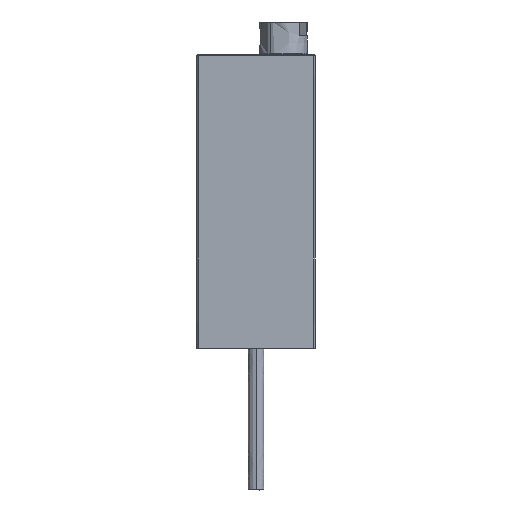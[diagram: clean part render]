
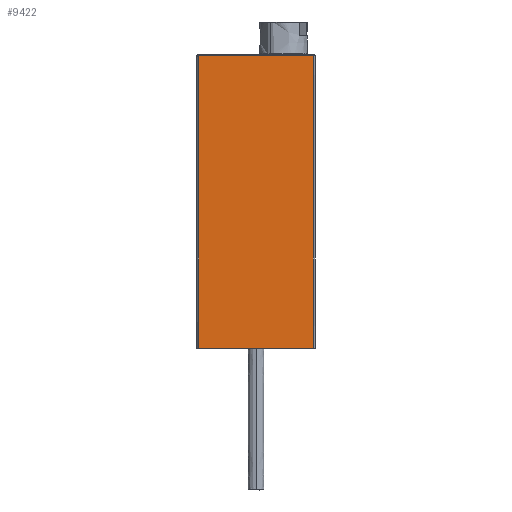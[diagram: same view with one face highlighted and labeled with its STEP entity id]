
A CAD part, left-side view. The second image highlights one B-rep face of the part: STEP entity #9422.
In plain terms, the highlighted free-form (B-spline) face has degree [3, 3] with [4, 4] control points.
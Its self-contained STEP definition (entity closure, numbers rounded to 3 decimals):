
#9422 = ADVANCED_FACE('',(#9423),#9438,.T.);
#9423 = FACE_BOUND('',#9424,.T.);
#9424 = EDGE_LOOP('',(#9425,#9460,#9476,#9492));
#9425 = ORIENTED_EDGE('',*,*,#9426,.T.);
#9426 = EDGE_CURVE('',#9427,#9429,#9431,.T.);
#9427 = VERTEX_POINT('',#9428);
#9428 = CARTESIAN_POINT('',(-4.765,1.854,9.485));
#9429 = VERTEX_POINT('',#9430);
#9430 = CARTESIAN_POINT('',(-4.765,1.854,0.005));
#9431 = SURFACE_CURVE('',#9432,(#9437),.PCURVE_S1.);
#9432 = B_SPLINE_CURVE_WITH_KNOTS('',3,(#9433,#9434,#9435,#9436),
  .UNSPECIFIED.,.F.,.F.,(4,4),(0.005,1.),
  .PIECEWISE_BEZIER_KNOTS.);
#9433 = CARTESIAN_POINT('',(-4.765,1.854,9.485));
#9434 = CARTESIAN_POINT('',(-4.765,1.854,6.325));
#9435 = CARTESIAN_POINT('',(-4.765,1.854,3.165));
#9436 = CARTESIAN_POINT('',(-4.765,1.854,0.005));
#9437 = PCURVE('',#9438,#9455);
#9438 = B_SPLINE_SURFACE_WITH_KNOTS('',3,3,(
    (#9439,#9440,#9441,#9442)
    ,(#9443,#9444,#9445,#9446)
    ,(#9447,#9448,#9449,#9450)
    ,(#9451,#9452,#9453,#9454
    )),.UNSPECIFIED.,.F.,.F.,.F.,(4,4),(4,4),(0.,1.),(0.,1.),
  .PIECEWISE_BEZIER_KNOTS.);
#9439 = CARTESIAN_POINT('',(-4.765,-1.912,9.535));
#9440 = CARTESIAN_POINT('',(-4.765,-1.912,6.358));
#9441 = CARTESIAN_POINT('',(-4.765,-1.912,3.182));
#9442 = CARTESIAN_POINT('',(-4.765,-1.912,0.005)
  );
#9443 = CARTESIAN_POINT('',(-4.765,-0.636,9.535));
#9444 = CARTESIAN_POINT('',(-4.765,-0.636,6.358));
#9445 = CARTESIAN_POINT('',(-4.765,-0.636,3.182));
#9446 = CARTESIAN_POINT('',(-4.765,-0.636,0.005)
  );
#9447 = CARTESIAN_POINT('',(-4.765,0.639,9.535));
#9448 = CARTESIAN_POINT('',(-4.765,0.639,6.358));
#9449 = CARTESIAN_POINT('',(-4.765,0.639,3.182));
#9450 = CARTESIAN_POINT('',(-4.765,0.639,0.005));
#9451 = CARTESIAN_POINT('',(-4.765,1.915,9.535));
#9452 = CARTESIAN_POINT('',(-4.765,1.915,6.358));
#9453 = CARTESIAN_POINT('',(-4.765,1.915,3.182));
#9454 = CARTESIAN_POINT('',(-4.765,1.915,0.005));
#9455 = DEFINITIONAL_REPRESENTATION('',(#9456),#9459);
#9456 = B_SPLINE_CURVE_WITH_KNOTS('',1,(#9457,#9458),.UNSPECIFIED.,.F.,
  .F.,(2,2),(0.005,1.),.PIECEWISE_BEZIER_KNOTS.);
#9457 = CARTESIAN_POINT('',(0.984,0.005));
#9458 = CARTESIAN_POINT('',(0.984,1.));
#9459 = ( GEOMETRIC_REPRESENTATION_CONTEXT(2) 
PARAMETRIC_REPRESENTATION_CONTEXT() REPRESENTATION_CONTEXT('2D SPACE',''
  ) );
#9460 = ORIENTED_EDGE('',*,*,#9461,.T.);
#9461 = EDGE_CURVE('',#9429,#9462,#9464,.T.);
#9462 = VERTEX_POINT('',#9463);
#9463 = CARTESIAN_POINT('',(-4.765,-1.851,0.005)
  );
#9464 = SURFACE_CURVE('',#9465,(#9470),.PCURVE_S1.);
#9465 = B_SPLINE_CURVE_WITH_KNOTS('',3,(#9466,#9467,#9468,#9469),
  .UNSPECIFIED.,.F.,.F.,(4,4),(-0.984,-0.016),
  .PIECEWISE_BEZIER_KNOTS.);
#9466 = CARTESIAN_POINT('',(-4.765,1.854,0.005));
#9467 = CARTESIAN_POINT('',(-4.765,0.619,0.005));
#9468 = CARTESIAN_POINT('',(-4.765,-0.616,0.005)
  );
#9469 = CARTESIAN_POINT('',(-4.765,-1.851,0.005)
  );
#9470 = PCURVE('',#9438,#9471);
#9471 = DEFINITIONAL_REPRESENTATION('',(#9472),#9475);
#9472 = B_SPLINE_CURVE_WITH_KNOTS('',1,(#9473,#9474),.UNSPECIFIED.,.F.,
  .F.,(2,2),(-0.984,-0.016),
  .PIECEWISE_BEZIER_KNOTS.);
#9473 = CARTESIAN_POINT('',(0.984,1.));
#9474 = CARTESIAN_POINT('',(0.016,1.));
#9475 = ( GEOMETRIC_REPRESENTATION_CONTEXT(2) 
PARAMETRIC_REPRESENTATION_CONTEXT() REPRESENTATION_CONTEXT('2D SPACE',''
  ) );
#9476 = ORIENTED_EDGE('',*,*,#9477,.T.);
#9477 = EDGE_CURVE('',#9462,#9478,#9480,.T.);
#9478 = VERTEX_POINT('',#9479);
#9479 = CARTESIAN_POINT('',(-4.765,-1.851,9.485));
#9480 = SURFACE_CURVE('',#9481,(#9486),.PCURVE_S1.);
#9481 = B_SPLINE_CURVE_WITH_KNOTS('',3,(#9482,#9483,#9484,#9485),
  .UNSPECIFIED.,.F.,.F.,(4,4),(-1.,-0.005),
  .PIECEWISE_BEZIER_KNOTS.);
#9482 = CARTESIAN_POINT('',(-4.765,-1.851,0.005)
  );
#9483 = CARTESIAN_POINT('',(-4.765,-1.851,3.165));
#9484 = CARTESIAN_POINT('',(-4.765,-1.851,6.325));
#9485 = CARTESIAN_POINT('',(-4.765,-1.851,9.485));
#9486 = PCURVE('',#9438,#9487);
#9487 = DEFINITIONAL_REPRESENTATION('',(#9488),#9491);
#9488 = B_SPLINE_CURVE_WITH_KNOTS('',1,(#9489,#9490),.UNSPECIFIED.,.F.,
  .F.,(2,2),(-1.,-0.005),.PIECEWISE_BEZIER_KNOTS.);
#9489 = CARTESIAN_POINT('',(0.016,1.));
#9490 = CARTESIAN_POINT('',(0.016,0.005));
#9491 = ( GEOMETRIC_REPRESENTATION_CONTEXT(2) 
PARAMETRIC_REPRESENTATION_CONTEXT() REPRESENTATION_CONTEXT('2D SPACE',''
  ) );
#9492 = ORIENTED_EDGE('',*,*,#9493,.T.);
#9493 = EDGE_CURVE('',#9478,#9427,#9494,.T.);
#9494 = SURFACE_CURVE('',#9495,(#9498),.PCURVE_S1.);
#9495 = B_SPLINE_CURVE_WITH_KNOTS('',1,(#9496,#9497),.UNSPECIFIED.,.F.,
  .F.,(2,2),(0.,0.097),.PIECEWISE_BEZIER_KNOTS.);
#9496 = CARTESIAN_POINT('',(-4.765,-1.851,9.485));
#9497 = CARTESIAN_POINT('',(-4.765,1.854,9.485));
#9498 = PCURVE('',#9438,#9499);
#9499 = DEFINITIONAL_REPRESENTATION('',(#9500),#9503);
#9500 = B_SPLINE_CURVE_WITH_KNOTS('',1,(#9501,#9502),.UNSPECIFIED.,.F.,
  .F.,(2,2),(0.,0.097),.PIECEWISE_BEZIER_KNOTS.);
#9501 = CARTESIAN_POINT('',(0.016,0.005));
#9502 = CARTESIAN_POINT('',(0.984,0.005));
#9503 = ( GEOMETRIC_REPRESENTATION_CONTEXT(2) 
PARAMETRIC_REPRESENTATION_CONTEXT() REPRESENTATION_CONTEXT('2D SPACE',''
  ) );
